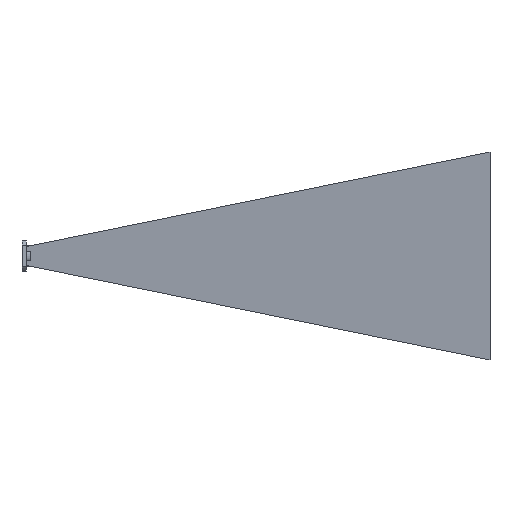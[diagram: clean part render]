
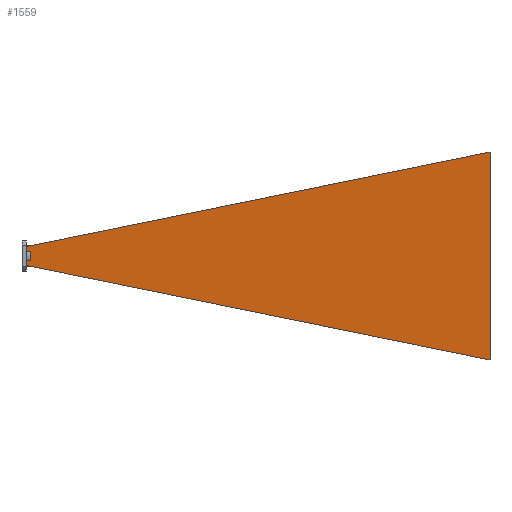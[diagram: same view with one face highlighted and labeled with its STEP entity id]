
A CAD part, front view. The second image highlights one B-rep face of the part: STEP entity #1559.
In plain terms, the highlighted planar face has unit normal (-0.149, -0.989, 0).
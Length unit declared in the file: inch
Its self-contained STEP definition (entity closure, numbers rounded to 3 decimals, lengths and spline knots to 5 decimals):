
#11 = VERTEX_POINT ( 'NONE', #1732 ) ;
#23 = VERTEX_POINT ( 'NONE', #1917 ) ;
#24 = CARTESIAN_POINT ( 'NONE',  ( 11.61, -1.87, 2.577 ) ) ;
#34 = VERTEX_POINT ( 'NONE', #312 ) ;
#35 = DIRECTION ( 'NONE',  ( 0., 0., -1. ) ) ;
#40 = CARTESIAN_POINT ( 'NONE',  ( 0.11, -0.132, 0.234 ) ) ;
#82 = ORIENTED_EDGE ( 'NONE', *, *, #2250, .T. ) ;
#84 = VERTEX_POINT ( 'NONE', #1009 ) ;
#140 = CARTESIAN_POINT ( 'NONE',  ( 0.11, -0.132, 0.234 ) ) ;
#169 = CARTESIAN_POINT ( 'NONE',  ( 0.11, -0.132, 0.234 ) ) ;
#189 = CARTESIAN_POINT ( 'NONE',  ( 0.21, -0.14711, 0.122 ) ) ;
#268 = VERTEX_POINT ( 'NONE', #40 ) ;
#306 = ORIENTED_EDGE ( 'NONE', *, *, #1695, .F. ) ;
#312 = CARTESIAN_POINT ( 'NONE',  ( 11.61, -1.87, -2.577 ) ) ;
#334 = VECTOR ( 'NONE', #352, 39.37008 ) ;
#347 = DIRECTION ( 'NONE',  ( 0.969, -0.146, 0.197 ) ) ;
#352 = DIRECTION ( 'NONE',  ( 0., 0., -1. ) ) ;
#378 = DIRECTION ( 'NONE',  ( 0.149, 0.989, 0. ) ) ;
#422 = VECTOR ( 'NONE', #2252, 39.37008 ) ;
#423 = VECTOR ( 'NONE', #2557, 39.37008 ) ;
#458 = CARTESIAN_POINT ( 'NONE',  ( 0.21, -0.14711, -0.122 ) ) ;
#518 = LINE ( 'NONE', #1305, #2545 ) ;
#667 = EDGE_CURVE ( 'NONE', #268, #84, #1394, .T. ) ;
#728 = VERTEX_POINT ( 'NONE', #872 ) ;
#736 = DIRECTION ( 'NONE',  ( 0.989, -0.149, 0. ) ) ;
#754 = EDGE_CURVE ( 'NONE', #268, #23, #894, .T. ) ;
#770 = CARTESIAN_POINT ( 'NONE',  ( -0.01705, -0.1128, -0.122 ) ) ;
#872 = CARTESIAN_POINT ( 'NONE',  ( 0.11, -0.132, -0.122 ) ) ;
#894 = LINE ( 'NONE', #1289, #2245 ) ;
#964 = LINE ( 'NONE', #770, #422 ) ;
#1009 = CARTESIAN_POINT ( 'NONE',  ( 0.11, -0.132, 0.122 ) ) ;
#1038 = DIRECTION ( 'NONE',  ( 0.969, -0.146, -0.197 ) ) ;
#1089 = EDGE_LOOP ( 'NONE', ( #2134, #2436, #2274, #306, #1632, #82, #1871, #1724 ) ) ;
#1100 = LINE ( 'NONE', #140, #1248 ) ;
#1122 = VECTOR ( 'NONE', #1038, 39.37008 ) ;
#1159 = LINE ( 'NONE', #24, #423 ) ;
#1203 = PLANE ( 'NONE',  #1789 ) ;
#1248 = VECTOR ( 'NONE', #2294, 39.37008 ) ;
#1289 = CARTESIAN_POINT ( 'NONE',  ( 0.11, -0.132, 0.234 ) ) ;
#1305 = CARTESIAN_POINT ( 'NONE',  ( -0.01705, -0.1128, 0.122 ) ) ;
#1394 = LINE ( 'NONE', #169, #1726 ) ;
#1397 = VERTEX_POINT ( 'NONE', #458 ) ;
#1433 = LINE ( 'NONE', #2055, #1122 ) ;
#1446 = EDGE_CURVE ( 'NONE', #1876, #1397, #2096, .T. ) ;
#1494 = EDGE_CURVE ( 'NONE', #84, #1876, #518, .T. ) ;
#1559 = ADVANCED_FACE ( 'NONE', ( #1983 ), #1203, .F. ) ;
#1632 = ORIENTED_EDGE ( 'NONE', *, *, #2464, .T. ) ;
#1695 = EDGE_CURVE ( 'NONE', #728, #1397, #964, .T. ) ;
#1724 = ORIENTED_EDGE ( 'NONE', *, *, #754, .F. ) ;
#1726 = VECTOR ( 'NONE', #35, 39.37008 ) ;
#1732 = CARTESIAN_POINT ( 'NONE',  ( 0.11, -0.132, -0.234 ) ) ;
#1789 = AXIS2_PLACEMENT_3D ( 'NONE', #2164, #378, #2571 ) ;
#1803 = EDGE_CURVE ( 'NONE', #23, #34, #1159, .T. ) ;
#1871 = ORIENTED_EDGE ( 'NONE', *, *, #1803, .F. ) ;
#1876 = VERTEX_POINT ( 'NONE', #189 ) ;
#1917 = CARTESIAN_POINT ( 'NONE',  ( 11.61, -1.87, 2.577 ) ) ;
#1983 = FACE_OUTER_BOUND ( 'NONE', #1089, .T. ) ;
#2055 = CARTESIAN_POINT ( 'NONE',  ( 0.11, -0.132, -0.234 ) ) ;
#2096 = LINE ( 'NONE', #2106, #334 ) ;
#2106 = CARTESIAN_POINT ( 'NONE',  ( 0.21, -0.14711, 0. ) ) ;
#2134 = ORIENTED_EDGE ( 'NONE', *, *, #667, .T. ) ;
#2164 = CARTESIAN_POINT ( 'NONE',  ( -0.01705, -0.1128, 0. ) ) ;
#2245 = VECTOR ( 'NONE', #347, 39.37008 ) ;
#2250 = EDGE_CURVE ( 'NONE', #11, #34, #1433, .T. ) ;
#2252 = DIRECTION ( 'NONE',  ( 0.989, -0.149, 0. ) ) ;
#2274 = ORIENTED_EDGE ( 'NONE', *, *, #1446, .T. ) ;
#2294 = DIRECTION ( 'NONE',  ( 0., 0., -1. ) ) ;
#2436 = ORIENTED_EDGE ( 'NONE', *, *, #1494, .T. ) ;
#2464 = EDGE_CURVE ( 'NONE', #728, #11, #1100, .T. ) ;
#2545 = VECTOR ( 'NONE', #736, 39.37008 ) ;
#2557 = DIRECTION ( 'NONE',  ( 0., 0., -1. ) ) ;
#2571 = DIRECTION ( 'NONE',  ( -0.989, 0.149, 0. ) ) ;
